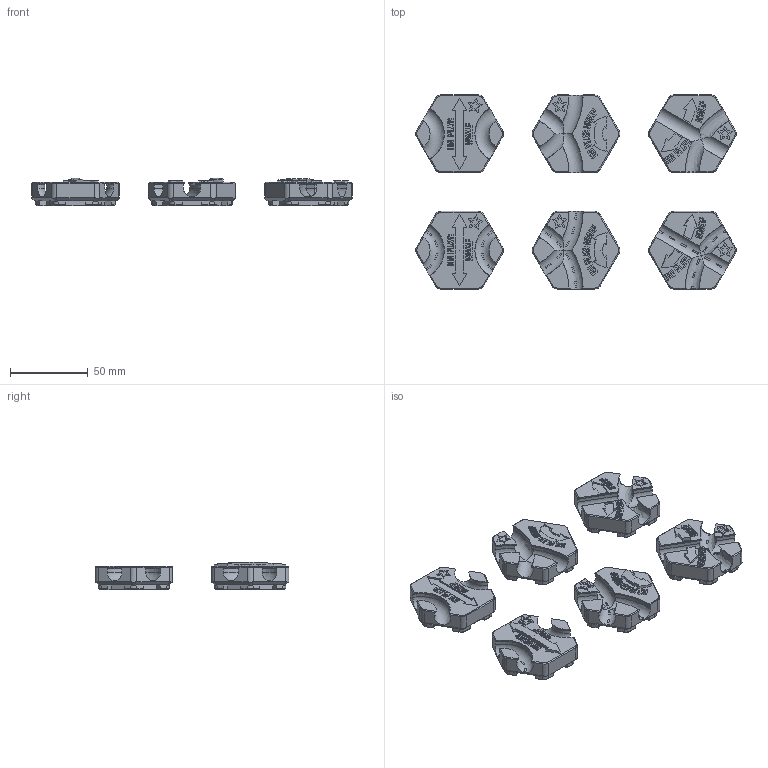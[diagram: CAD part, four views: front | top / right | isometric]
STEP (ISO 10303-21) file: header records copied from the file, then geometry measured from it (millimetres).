
FILE_DESCRIPTION(/* description */ (''),/* implementation_level */ '2;1');
FILE_NAME(/* name */ 'Exchange v16.step',/* time_stamp */ '2025-05-18T23:25:11-07:00',/* author */ (''),/* organization */ (''),/* preprocessor_version */ 'ST-DEVELOPER v20.1',/* originating_system */ 'Autodesk Translation Framework v14.4.0.0',/* authorisation */ '');
FILE_SCHEMA (('AUTOMOTIVE_DESIGN { 1 0 10303 214 3 1 1 }'));
Products named in the file (7): Exchange; Exchange A; Exchange B; Exchange C; Exchange A2; Exchange C2; Exchange B2
Assembly tree (6 placements, depth 2):
  Exchange
    Exchange A
    Exchange B
    Exchange C
    Exchange A2
    Exchange C2
    Exchange B2
Bounding box: 206.5 x 125 x 17.5 mm (x, y, z)
Volume: 139934 mm3; surface area: 47533.1 mm2
Topology: 6 solids, 6 shells, 2077 faces, 5506 edges, 3576 vertices
Faces by surface type: plane 1474, cylinder 256, bspline 237, cone 96, torus 12, sphere 2
Entity records: 67816 total; most frequent: CARTESIAN_POINT 17178, ORIENTED_EDGE 11008, DIRECTION 9454, EDGE_CURVE 5504, LINE 4216, VECTOR 4216, VERTEX_POINT 3576, AXIS2_PLACEMENT_3D 2619
